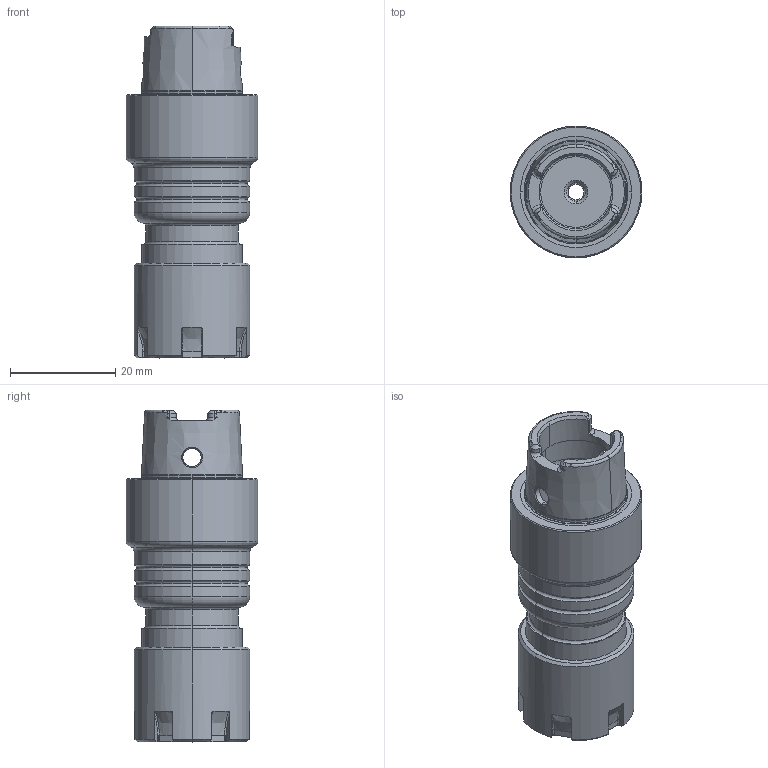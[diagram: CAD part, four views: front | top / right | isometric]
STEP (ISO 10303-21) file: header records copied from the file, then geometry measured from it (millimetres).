
FILE_DESCRIPTION(('HOOPS Exchange Step'),'2;1');
FILE_NAME('export-9B43806A-4475-4E9D-B5E0-120E0D458425.stp','2023-11-01T15:22:30+01:00',('Engineering'),('Alibre'),'HOOPS Exchange 2021.0','Alibre','Unknown authorisation');
FILE_SCHEMA( ('AP242_MANAGED_MODEL_BASED_3D_ENGINEERING_MIM_LF {1 0 10303 442 1 1 4 }') );
Length unit declared in the file: millimetre
Products named in the file (4): 6349-1 HSK25-C ER16 x 50H Toolholder + Balanced Nut; 6349-2 HSK25-C ER16 x 50H Toolholder + Balanced Nut; 6349-3 HSK25-C ER16 x 50H Toolholder + Balanced Nut; 6349 HSK25-C ER16 x 50H Toolholder + Balanced Nut
Assembly tree (3 placements, depth 2):
  6349 HSK25-C ER16 x 50H Toolholder + Balanced Nut
    6349-1 HSK25-C ER16 x 50H Toolholder + Balanced Nut
    6349-2 HSK25-C ER16 x 50H Toolholder + Balanced Nut
    6349-3 HSK25-C ER16 x 50H Toolholder + Balanced Nut
Bounding box: 25 x 25 x 63 mm (x, y, z)
Volume: 14339.3 mm3; surface area: 9689.4 mm2
Topology: 3 solids, 3 shells, 273 faces, 661 edges, 397 vertices
Faces by surface type: cylinder 80, cone 64, plane 57, torus 52, bspline 20
Entity records: 9960 total; most frequent: CARTESIAN_POINT 3534, DIRECTION 1373, ORIENTED_EDGE 1318, EDGE_CURVE 659, AXIS2_PLACEMENT_3D 582, VERTEX_POINT 397, CIRCLE 314, EDGE_LOOP 288
